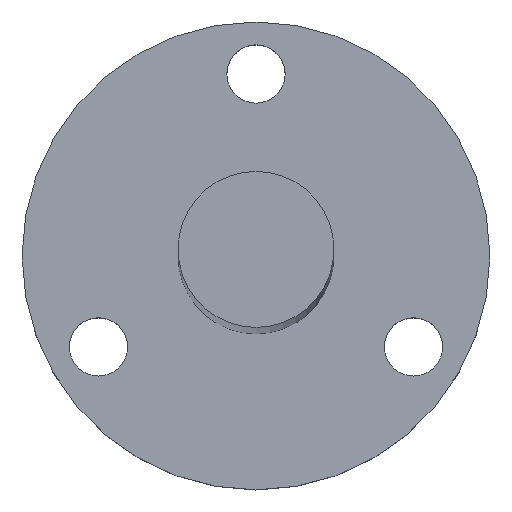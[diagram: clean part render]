
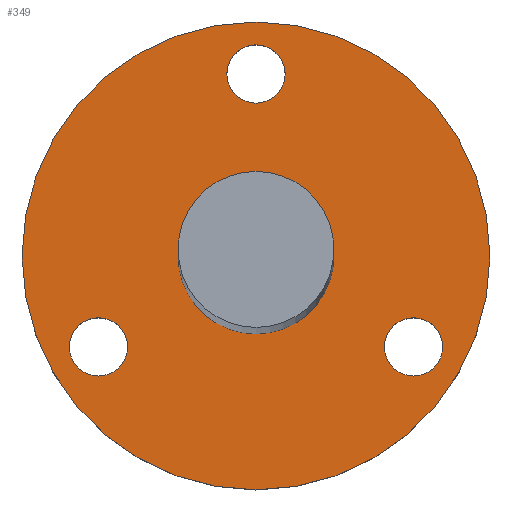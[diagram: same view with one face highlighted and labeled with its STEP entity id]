
A CAD part, top view. The second image highlights one B-rep face of the part: STEP entity #349.
In plain terms, the highlighted planar face has unit normal (0, 0, 1).
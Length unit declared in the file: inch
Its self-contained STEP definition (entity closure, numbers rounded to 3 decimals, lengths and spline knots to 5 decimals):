
#24=FACE_BOUND('',#82,.T.);
#25=FACE_BOUND('',#83,.T.);
#26=FACE_BOUND('',#84,.T.);
#27=FACE_BOUND('',#85,.T.);
#38=PLANE('',#400);
#57=FACE_OUTER_BOUND('',#81,.T.);
#81=EDGE_LOOP('',(#286,#287));
#82=EDGE_LOOP('',(#288,#289));
#83=EDGE_LOOP('',(#290,#291));
#84=EDGE_LOOP('',(#292,#293));
#85=EDGE_LOOP('',(#294,#295));
#120=CIRCLE('',#366,0.07);
#122=CIRCLE('',#369,0.07);
#124=CIRCLE('',#372,0.07);
#126=CIRCLE('',#375,0.5625);
#128=CIRCLE('',#378,0.1875);
#137=CIRCLE('',#391,0.07);
#138=CIRCLE('',#393,0.07);
#139=CIRCLE('',#395,0.07);
#140=CIRCLE('',#397,0.5625);
#141=CIRCLE('',#399,0.1875);
#150=VERTEX_POINT('',#548);
#151=VERTEX_POINT('',#549);
#154=VERTEX_POINT('',#557);
#155=VERTEX_POINT('',#558);
#158=VERTEX_POINT('',#566);
#159=VERTEX_POINT('',#567);
#162=VERTEX_POINT('',#575);
#163=VERTEX_POINT('',#576);
#166=VERTEX_POINT('',#584);
#167=VERTEX_POINT('',#585);
#180=EDGE_CURVE('',#150,#151,#120,.T.);
#184=EDGE_CURVE('',#154,#155,#122,.T.);
#188=EDGE_CURVE('',#158,#159,#124,.T.);
#192=EDGE_CURVE('',#162,#163,#126,.T.);
#196=EDGE_CURVE('',#166,#167,#128,.T.);
#207=EDGE_CURVE('',#151,#150,#137,.T.);
#208=EDGE_CURVE('',#155,#154,#138,.T.);
#209=EDGE_CURVE('',#159,#158,#139,.T.);
#210=EDGE_CURVE('',#163,#162,#140,.T.);
#211=EDGE_CURVE('',#167,#166,#141,.T.);
#286=ORIENTED_EDGE('',*,*,#192,.F.);
#287=ORIENTED_EDGE('',*,*,#210,.F.);
#288=ORIENTED_EDGE('',*,*,#211,.T.);
#289=ORIENTED_EDGE('',*,*,#196,.T.);
#290=ORIENTED_EDGE('',*,*,#207,.T.);
#291=ORIENTED_EDGE('',*,*,#180,.T.);
#292=ORIENTED_EDGE('',*,*,#208,.T.);
#293=ORIENTED_EDGE('',*,*,#184,.T.);
#294=ORIENTED_EDGE('',*,*,#209,.T.);
#295=ORIENTED_EDGE('',*,*,#188,.T.);
#349=ADVANCED_FACE('',(#57,#24,#25,#26,#27),#38,.T.);
#366=AXIS2_PLACEMENT_3D('',#550,#436,#437);
#369=AXIS2_PLACEMENT_3D('',#559,#444,#445);
#372=AXIS2_PLACEMENT_3D('',#568,#452,#453);
#375=AXIS2_PLACEMENT_3D('',#577,#460,#461);
#378=AXIS2_PLACEMENT_3D('',#586,#468,#469);
#391=AXIS2_PLACEMENT_3D('',#603,#496,#497);
#393=AXIS2_PLACEMENT_3D('',#605,#500,#501);
#395=AXIS2_PLACEMENT_3D('',#607,#504,#505);
#397=AXIS2_PLACEMENT_3D('',#609,#508,#509);
#399=AXIS2_PLACEMENT_3D('',#611,#512,#513);
#400=AXIS2_PLACEMENT_3D('',#612,#514,#515);
#436=DIRECTION('center_axis',(0.,0.,-1.));
#437=DIRECTION('ref_axis',(-1.,0.,0.));
#444=DIRECTION('center_axis',(0.,0.,-1.));
#445=DIRECTION('ref_axis',(-1.,0.,0.));
#452=DIRECTION('center_axis',(0.,0.,-1.));
#453=DIRECTION('ref_axis',(-1.,0.,0.));
#460=DIRECTION('center_axis',(0.,0.,-1.));
#461=DIRECTION('ref_axis',(-1.,0.,0.));
#468=DIRECTION('center_axis',(0.,0.,-1.));
#469=DIRECTION('ref_axis',(-1.,0.,0.));
#496=DIRECTION('center_axis',(0.,0.,-1.));
#497=DIRECTION('ref_axis',(-1.,0.,0.));
#500=DIRECTION('center_axis',(0.,0.,-1.));
#501=DIRECTION('ref_axis',(-1.,0.,0.));
#504=DIRECTION('center_axis',(0.,0.,-1.));
#505=DIRECTION('ref_axis',(-1.,0.,0.));
#508=DIRECTION('center_axis',(0.,0.,-1.));
#509=DIRECTION('ref_axis',(-1.,0.,0.));
#512=DIRECTION('center_axis',(0.,0.,-1.));
#513=DIRECTION('ref_axis',(-1.,0.,0.));
#514=DIRECTION('center_axis',(0.,0.,1.));
#515=DIRECTION('ref_axis',(1.,0.,0.));
#548=CARTESIAN_POINT('',(0.07,0.4375,0.));
#549=CARTESIAN_POINT('',(-0.07,0.4375,0.));
#550=CARTESIAN_POINT('Origin',(0.,0.4375,0.));
#557=CARTESIAN_POINT('',(0.44889,-0.21875,0.));
#558=CARTESIAN_POINT('',(0.30889,-0.21875,0.));
#559=CARTESIAN_POINT('Origin',(0.37889,-0.21875,0.));
#566=CARTESIAN_POINT('',(-0.30889,-0.21875,0.));
#567=CARTESIAN_POINT('',(-0.44889,-0.21875,0.));
#568=CARTESIAN_POINT('Origin',(-0.37889,-0.21875,0.));
#575=CARTESIAN_POINT('',(-0.5625,0.,0.));
#576=CARTESIAN_POINT('',(0.5625,0.,0.));
#577=CARTESIAN_POINT('Origin',(0.,0.,0.));
#584=CARTESIAN_POINT('',(0.1875,0.,0.));
#585=CARTESIAN_POINT('',(-0.1875,0.,0.));
#586=CARTESIAN_POINT('Origin',(0.,0.,0.));
#603=CARTESIAN_POINT('Origin',(0.,0.4375,0.));
#605=CARTESIAN_POINT('Origin',(0.37889,-0.21875,0.));
#607=CARTESIAN_POINT('Origin',(-0.37889,-0.21875,0.));
#609=CARTESIAN_POINT('Origin',(0.,0.,0.));
#611=CARTESIAN_POINT('Origin',(0.,0.,0.));
#612=CARTESIAN_POINT('Origin',(0.,0.,0.));
